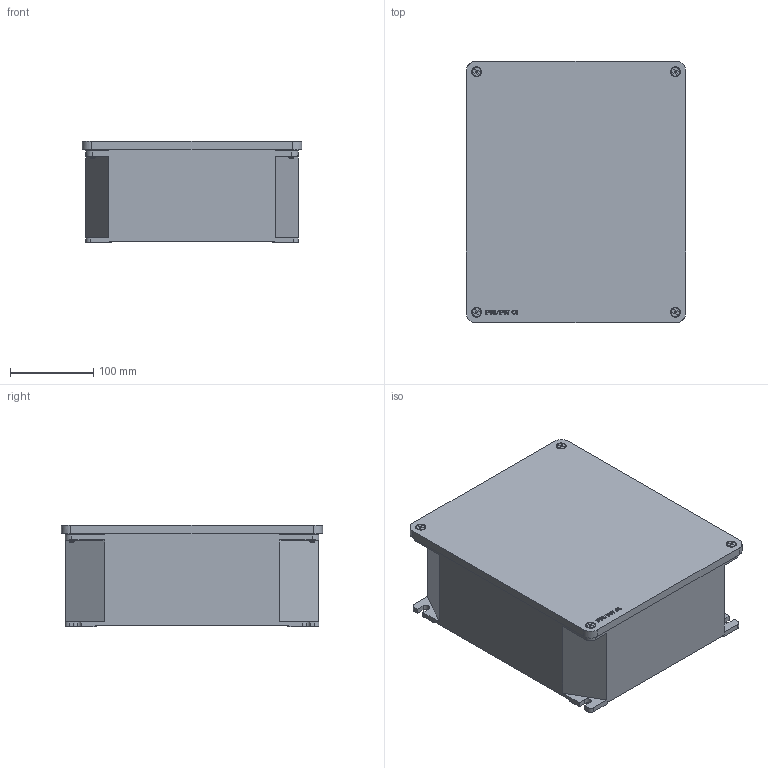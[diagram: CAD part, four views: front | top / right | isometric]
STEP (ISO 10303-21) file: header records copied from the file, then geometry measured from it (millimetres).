
FILE_DESCRIPTION((''),'2;1');
FILE_NAME('CASSETTA.stp','2025-02-27T13:40:42',('User'),( 'SDRC'),'I-DEAS Master Series','UNIX','Yes');
FILE_SCHEMA(('CONFIG_CONTROL_DESIGN', 'GEOMETRIC_VALIDATION_PROPERTIES_MIM','SHAPE_APPEARANCE_LAYER_MIM'));
Length unit declared in the file: millimetre
Assembly tree (6 placements, depth 0):
Bounding box: 264 x 314 x 122.4 mm (x, y, z)
Volume: 1285273.3 mm3; surface area: 579723 mm2
Topology: 6 solids, 6 shells, 823 faces, 2234 edges, 1483 vertices
Faces by surface type: bspline 823
Entity records: 24069 total; most frequent: CARTESIAN_POINT 11655, ORIENTED_EDGE 3924, EDGE_CURVE 1962, QUASI_UNIFORM_CURVE 1635, VERTEX_POINT 1300, EDGE_LOOP 784, FACE_OUTER_BOUND 718, ADVANCED_FACE 718
